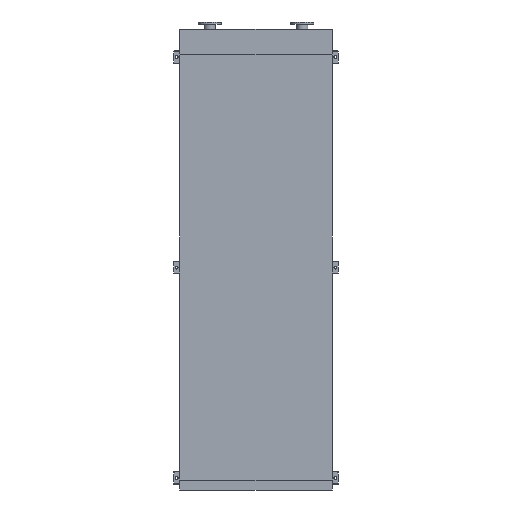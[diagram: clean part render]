
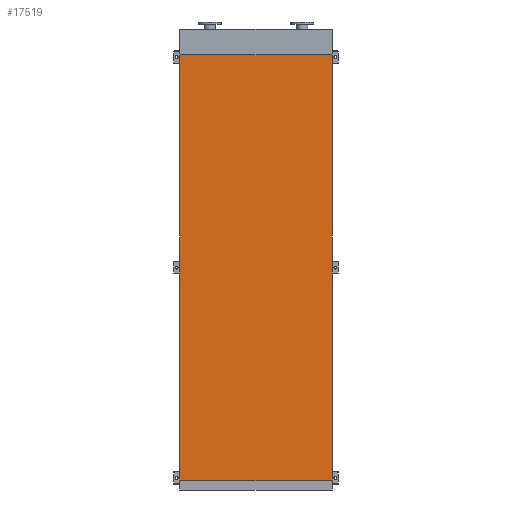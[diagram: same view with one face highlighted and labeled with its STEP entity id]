
A CAD part, front view. The second image highlights one B-rep face of the part: STEP entity #17519.
In plain terms, the highlighted planar face has unit normal (0, -1, 0).
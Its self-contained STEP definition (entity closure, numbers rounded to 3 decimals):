
#307 = EDGE_CURVE ( 'NONE', #14492, #14801, #13299, .T. ) ;
#559 = EDGE_CURVE ( 'NONE', #2826, #14801, #5437, .T. ) ;
#862 = EDGE_CURVE ( 'NONE', #4448, #14492, #6319, .T. ) ;
#1588 = CARTESIAN_POINT ( 'NONE',  ( -725., 0., 0. ) ) ;
#2228 = DIRECTION ( 'NONE',  ( 0., -1., 0. ) ) ;
#2826 = VERTEX_POINT ( 'NONE', #21859 ) ;
#2926 = AXIS2_PLACEMENT_3D ( 'NONE', #13263, #2228, #15020 ) ;
#2942 = CARTESIAN_POINT ( 'NONE',  ( 725., 0., -4050. ) ) ;
#4033 = VECTOR ( 'NONE', #4662, 1000. ) ;
#4090 = CARTESIAN_POINT ( 'NONE',  ( -725., 0., -4050. ) ) ;
#4177 = EDGE_CURVE ( 'NONE', #4448, #2826, #16425, .T. ) ;
#4252 = CARTESIAN_POINT ( 'NONE',  ( -725., 0., -4050. ) ) ;
#4448 = VERTEX_POINT ( 'NONE', #4090 ) ;
#4662 = DIRECTION ( 'NONE',  ( 0., 0., 1. ) ) ;
#4861 = VECTOR ( 'NONE', #5216, 1000. ) ;
#5152 = ORIENTED_EDGE ( 'NONE', *, *, #4177, .F. ) ;
#5216 = DIRECTION ( 'NONE',  ( 1., 0., 0. ) ) ;
#5437 = LINE ( 'NONE', #1588, #4861 ) ;
#5812 = CARTESIAN_POINT ( 'NONE',  ( 725., 0., -4050. ) ) ;
#6115 = DIRECTION ( 'NONE',  ( 1., 0., 0. ) ) ;
#6319 = LINE ( 'NONE', #4252, #14922 ) ;
#11445 = PLANE ( 'NONE',  #2926 ) ;
#13014 = ORIENTED_EDGE ( 'NONE', *, *, #307, .T. ) ;
#13263 = CARTESIAN_POINT ( 'NONE',  ( -725., 0., -4050. ) ) ;
#13299 = LINE ( 'NONE', #2942, #4033 ) ;
#14492 = VERTEX_POINT ( 'NONE', #5812 ) ;
#14801 = VERTEX_POINT ( 'NONE', #20755 ) ;
#14922 = VECTOR ( 'NONE', #6115, 1000. ) ;
#14929 = EDGE_LOOP ( 'NONE', ( #22623, #5152, #16565, #13014 ) ) ;
#15020 = DIRECTION ( 'NONE',  ( 0., 0., -1. ) ) ;
#15889 = VECTOR ( 'NONE', #23122, 1000. ) ;
#16425 = LINE ( 'NONE', #17937, #15889 ) ;
#16565 = ORIENTED_EDGE ( 'NONE', *, *, #862, .T. ) ;
#17519 = ADVANCED_FACE ( 'NONE', ( #21251 ), #11445, .T. ) ;
#17937 = CARTESIAN_POINT ( 'NONE',  ( -725., 0., -4050. ) ) ;
#20755 = CARTESIAN_POINT ( 'NONE',  ( 725., 0., 0. ) ) ;
#21251 = FACE_OUTER_BOUND ( 'NONE', #14929, .T. ) ;
#21859 = CARTESIAN_POINT ( 'NONE',  ( -725., 0., 0. ) ) ;
#22623 = ORIENTED_EDGE ( 'NONE', *, *, #559, .F. ) ;
#23122 = DIRECTION ( 'NONE',  ( 0., 0., 1. ) ) ;
